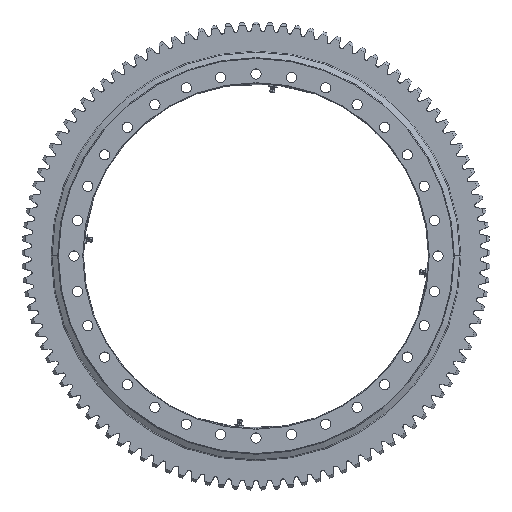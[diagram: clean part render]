
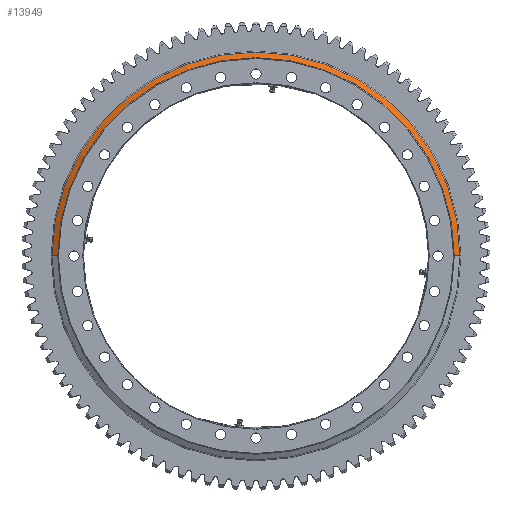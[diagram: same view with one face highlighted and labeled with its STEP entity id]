
A CAD part, top view. The second image highlights one B-rep face of the part: STEP entity #13949.
In plain terms, the highlighted conical face has half-angle 58.57 degrees and reference radius 271.25 mm.
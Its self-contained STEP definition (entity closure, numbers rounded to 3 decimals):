
#432 = AXIS2_PLACEMENT_3D ( 'NONE', #25409, #2690, #29251 ) ;
#1952 = DIRECTION ( 'NONE',  ( 0., -1., 0. ) ) ;
#2284 = DIRECTION ( 'NONE',  ( 0., 0., -1. ) ) ;
#2690 = DIRECTION ( 'NONE',  ( 0., -1., 0. ) ) ;
#3621 = DIRECTION ( 'NONE',  ( 0., -0.521, -0.853 ) ) ;
#4418 = FACE_OUTER_BOUND ( 'NONE', #5705, .T. ) ;
#4637 = DIRECTION ( 'NONE',  ( 0., -0.521, 0.853 ) ) ;
#5705 = EDGE_LOOP ( 'NONE', ( #39632, #12624, #26287, #43675 ) ) ;
#5710 = CARTESIAN_POINT ( 'NONE',  ( 264.25, 2., -271.25 ) ) ;
#11190 = VECTOR ( 'NONE', #4637, 1000. ) ;
#11485 = VERTEX_POINT ( 'NONE', #46036 ) ;
#12231 = VERTEX_POINT ( 'NONE', #28710 ) ;
#12624 = ORIENTED_EDGE ( 'NONE', *, *, #36462, .T. ) ;
#13949 = ADVANCED_FACE ( 'NONE', ( #4418 ), #42409, .T. ) ;
#16952 = EDGE_CURVE ( 'NONE', #31853, #12231, #37477, .T. ) ;
#17052 = AXIS2_PLACEMENT_3D ( 'NONE', #24502, #1952, #20875 ) ;
#17320 = VECTOR ( 'NONE', #3621, 1000. ) ;
#20875 = DIRECTION ( 'NONE',  ( 0., 0., -1. ) ) ;
#21077 = EDGE_CURVE ( 'NONE', #12231, #11485, #35944, .T. ) ;
#21300 = LINE ( 'NONE', #38786, #11190 ) ;
#21516 = AXIS2_PLACEMENT_3D ( 'NONE', #47776, #24983, #2284 ) ;
#24502 = CARTESIAN_POINT ( 'NONE',  ( 264.25, 2., 0. ) ) ;
#24983 = DIRECTION ( 'NONE',  ( 0., -1., 0. ) ) ;
#25409 = CARTESIAN_POINT ( 'NONE',  ( 264.25, -2.61, 0. ) ) ;
#25961 = VERTEX_POINT ( 'NONE', #29667 ) ;
#26287 = ORIENTED_EDGE ( 'NONE', *, *, #21077, .F. ) ;
#28710 = CARTESIAN_POINT ( 'NONE',  ( 264.25, -2.61, -278.794 ) ) ;
#29251 = DIRECTION ( 'NONE',  ( 0., 0., -1. ) ) ;
#29667 = CARTESIAN_POINT ( 'NONE',  ( 264.25, 2., 271.25 ) ) ;
#31853 = VERTEX_POINT ( 'NONE', #5710 ) ;
#35944 = CIRCLE ( 'NONE', #432, 278.794 ) ;
#36462 = EDGE_CURVE ( 'NONE', #25961, #11485, #21300, .T. ) ;
#37477 = LINE ( 'NONE', #49104, #17320 ) ;
#37831 = EDGE_CURVE ( 'NONE', #31853, #25961, #39583, .T. ) ;
#38786 = CARTESIAN_POINT ( 'NONE',  ( 264.25, 2., 271.25 ) ) ;
#39583 = CIRCLE ( 'NONE', #21516, 271.25 ) ;
#39632 = ORIENTED_EDGE ( 'NONE', *, *, #37831, .T. ) ;
#42409 = CONICAL_SURFACE ( 'NONE', #17052, 271.25, 1.022 ) ;
#43675 = ORIENTED_EDGE ( 'NONE', *, *, #16952, .F. ) ;
#46036 = CARTESIAN_POINT ( 'NONE',  ( 264.25, -2.61, 278.794 ) ) ;
#47776 = CARTESIAN_POINT ( 'NONE',  ( 264.25, 2., 0. ) ) ;
#49104 = CARTESIAN_POINT ( 'NONE',  ( 264.25, 2., -271.25 ) ) ;
